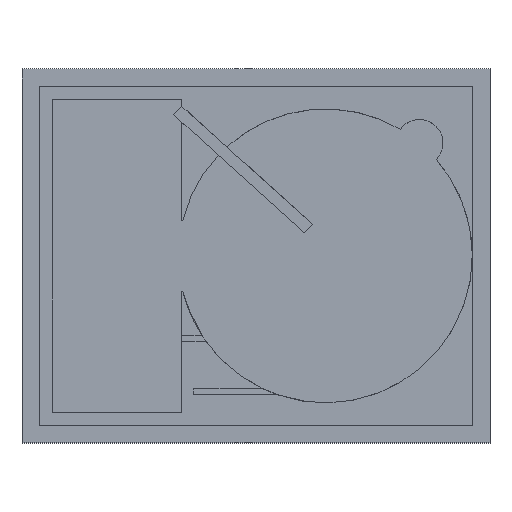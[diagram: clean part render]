
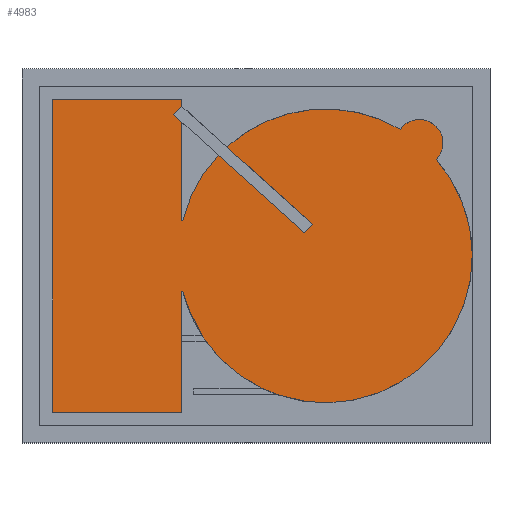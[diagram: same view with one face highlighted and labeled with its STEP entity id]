
A CAD part, top view. The second image highlights one B-rep face of the part: STEP entity #4983.
In plain terms, the highlighted planar face has unit normal (0, 0, 1).
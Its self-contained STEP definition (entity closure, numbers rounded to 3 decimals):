
#2204 = EDGE_CURVE('',#2205,#2207,#2209,.T.);
#2205 = VERTEX_POINT('',#2206);
#2206 = CARTESIAN_POINT('',(9.765,9.,3.2));
#2207 = VERTEX_POINT('',#2208);
#2208 = CARTESIAN_POINT('',(31.329,20.206,3.2));
#2209 = CIRCLE('',#2210,12.5);
#2210 = AXIS2_PLACEMENT_3D('',#2211,#2212,#2213);
#2211 = CARTESIAN_POINT('',(21.9,12.,3.2));
#2212 = DIRECTION('',(0.,0.,1.));
#2213 = DIRECTION('',(1.,0.,0.));
#2295 = EDGE_CURVE('',#2207,#2296,#2298,.T.);
#2296 = VERTEX_POINT('',#2297);
#2297 = CARTESIAN_POINT('',(28.266,22.758,3.2));
#2298 = CIRCLE('',#2299,2.);
#2299 = AXIS2_PLACEMENT_3D('',#2300,#2301,#2302);
#2300 = CARTESIAN_POINT('',(29.9,21.605,3.2));
#2301 = DIRECTION('',(0.,0.,1.));
#2302 = DIRECTION('',(1.,0.,0.));
#2320 = EDGE_CURVE('',#2296,#2321,#2323,.T.);
#2321 = VERTEX_POINT('',#2322);
#2322 = CARTESIAN_POINT('',(13.52,21.275,3.2));
#2323 = CIRCLE('',#2324,12.5);
#2324 = AXIS2_PLACEMENT_3D('',#2325,#2326,#2327);
#2325 = CARTESIAN_POINT('',(21.9,12.,3.2));
#2326 = DIRECTION('',(0.,0.,1.));
#2327 = DIRECTION('',(1.,0.,0.));
#2345 = EDGE_CURVE('',#2346,#2348,#2350,.T.);
#2346 = VERTEX_POINT('',#2347);
#2347 = CARTESIAN_POINT('',(9.669,24.743,3.2));
#2348 = VERTEX_POINT('',#2349);
#2349 = CARTESIAN_POINT('',(9.7,24.715,3.2));
#2350 = LINE('',#2351,#2352);
#2351 = CARTESIAN_POINT('',(13.151,21.608,3.2));
#2352 = VECTOR('',#2353,1.);
#2353 = DIRECTION('',(0.743,-0.669,0.));
#2372 = VERTEX_POINT('',#2373);
#2373 = CARTESIAN_POINT('',(20.816,14.706,3.2));
#2379 = EDGE_CURVE('',#2321,#2372,#2380,.T.);
#2380 = LINE('',#2381,#2382);
#2381 = CARTESIAN_POINT('',(13.151,21.608,3.2));
#2382 = VECTOR('',#2383,1.);
#2383 = DIRECTION('',(0.743,-0.669,0.));
#2401 = EDGE_CURVE('',#2348,#2402,#2404,.T.);
#2402 = VERTEX_POINT('',#2403);
#2403 = CARTESIAN_POINT('',(9.7,25.3,3.2));
#2404 = LINE('',#2405,#2406);
#2405 = CARTESIAN_POINT('',(9.7,15.,3.2));
#2406 = VECTOR('',#2407,1.);
#2407 = DIRECTION('',(0.,1.,0.));
#2425 = EDGE_CURVE('',#2402,#2426,#2428,.T.);
#2426 = VERTEX_POINT('',#2427);
#2427 = CARTESIAN_POINT('',(-1.3,25.3,3.2));
#2428 = LINE('',#2429,#2430);
#2429 = CARTESIAN_POINT('',(9.7,25.3,3.2));
#2430 = VECTOR('',#2431,1.);
#2431 = DIRECTION('',(-1.,0.,0.));
#2449 = EDGE_CURVE('',#2426,#2450,#2452,.T.);
#2450 = VERTEX_POINT('',#2451);
#2451 = CARTESIAN_POINT('',(-1.3,-1.3,3.2));
#2452 = LINE('',#2453,#2454);
#2453 = CARTESIAN_POINT('',(-1.3,25.3,3.2));
#2454 = VECTOR('',#2455,1.);
#2455 = DIRECTION('',(0.,-1.,0.));
#2473 = EDGE_CURVE('',#2450,#2474,#2476,.T.);
#2474 = VERTEX_POINT('',#2475);
#2475 = CARTESIAN_POINT('',(9.7,-1.3,3.2));
#2476 = LINE('',#2477,#2478);
#2477 = CARTESIAN_POINT('',(-1.3,-1.3,3.2));
#2478 = VECTOR('',#2479,1.);
#2479 = DIRECTION('',(1.,0.,0.));
#2497 = EDGE_CURVE('',#2474,#2498,#2500,.T.);
#2498 = VERTEX_POINT('',#2499);
#2499 = CARTESIAN_POINT('',(9.7,9.,3.2));
#2500 = LINE('',#2501,#2502);
#2501 = CARTESIAN_POINT('',(9.7,-1.3,3.2));
#2502 = VECTOR('',#2503,1.);
#2503 = DIRECTION('',(0.,1.,0.));
#4983 = ADVANCED_FACE('',(#4984),#5057,.T.);
#4984 = FACE_BOUND('',#4985,.T.);
#4985 = EDGE_LOOP('',(#4986,#4996,#5004,#5012,#5018,#5019,#5020,#5021,
    #5022,#5023,#5024,#5030,#5031,#5032,#5033,#5034,#5042,#5050));
#4986 = ORIENTED_EDGE('',*,*,#4987,.F.);
#4987 = EDGE_CURVE('',#4988,#4990,#4992,.T.);
#4988 = VERTEX_POINT('',#4989);
#4989 = CARTESIAN_POINT('',(9.7,15.,3.2));
#4990 = VERTEX_POINT('',#4991);
#4991 = CARTESIAN_POINT('',(9.765,15.,3.2));
#4992 = LINE('',#4993,#4994);
#4993 = CARTESIAN_POINT('',(9.7,15.,3.2));
#4994 = VECTOR('',#4995,1.);
#4995 = DIRECTION('',(1.,0.,0.));
#4996 = ORIENTED_EDGE('',*,*,#4997,.T.);
#4997 = EDGE_CURVE('',#4988,#4998,#5000,.T.);
#4998 = VERTEX_POINT('',#4999);
#4999 = CARTESIAN_POINT('',(9.7,23.37,3.2));
#5000 = LINE('',#5001,#5002);
#5001 = CARTESIAN_POINT('',(9.7,15.,3.2));
#5002 = VECTOR('',#5003,1.);
#5003 = DIRECTION('',(0.,1.,0.));
#5004 = ORIENTED_EDGE('',*,*,#5005,.T.);
#5005 = EDGE_CURVE('',#4998,#5006,#5008,.T.);
#5006 = VERTEX_POINT('',#5007);
#5007 = CARTESIAN_POINT('',(9.,24.,3.2));
#5008 = LINE('',#5009,#5010);
#5009 = CARTESIAN_POINT('',(18.056,15.846,3.2));
#5010 = VECTOR('',#5011,1.);
#5011 = DIRECTION('',(-0.743,0.669,0.));
#5012 = ORIENTED_EDGE('',*,*,#5013,.T.);
#5013 = EDGE_CURVE('',#5006,#2346,#5014,.T.);
#5014 = LINE('',#5015,#5016);
#5015 = CARTESIAN_POINT('',(1.018,15.135,3.2));
#5016 = VECTOR('',#5017,1.);
#5017 = DIRECTION('',(0.669,0.743,0.));
#5018 = ORIENTED_EDGE('',*,*,#2345,.T.);
#5019 = ORIENTED_EDGE('',*,*,#2401,.T.);
#5020 = ORIENTED_EDGE('',*,*,#2425,.T.);
#5021 = ORIENTED_EDGE('',*,*,#2449,.T.);
#5022 = ORIENTED_EDGE('',*,*,#2473,.T.);
#5023 = ORIENTED_EDGE('',*,*,#2497,.T.);
#5024 = ORIENTED_EDGE('',*,*,#5025,.T.);
#5025 = EDGE_CURVE('',#2498,#2205,#5026,.T.);
#5026 = LINE('',#5027,#5028);
#5027 = CARTESIAN_POINT('',(9.7,9.,3.2));
#5028 = VECTOR('',#5029,1.);
#5029 = DIRECTION('',(1.,0.,0.));
#5030 = ORIENTED_EDGE('',*,*,#2204,.T.);
#5031 = ORIENTED_EDGE('',*,*,#2295,.T.);
#5032 = ORIENTED_EDGE('',*,*,#2320,.T.);
#5033 = ORIENTED_EDGE('',*,*,#2379,.T.);
#5034 = ORIENTED_EDGE('',*,*,#5035,.T.);
#5035 = EDGE_CURVE('',#2372,#5036,#5038,.T.);
#5036 = VERTEX_POINT('',#5037);
#5037 = CARTESIAN_POINT('',(20.147,13.963,3.2));
#5038 = LINE('',#5039,#5040);
#5039 = CARTESIAN_POINT('',(12.5,5.47,3.2));
#5040 = VECTOR('',#5041,1.);
#5041 = DIRECTION('',(-0.669,-0.743,0.));
#5042 = ORIENTED_EDGE('',*,*,#5043,.T.);
#5043 = EDGE_CURVE('',#5036,#5044,#5046,.T.);
#5044 = VERTEX_POINT('',#5045);
#5045 = CARTESIAN_POINT('',(12.804,20.574,3.2));
#5046 = LINE('',#5047,#5048);
#5047 = CARTESIAN_POINT('',(18.056,15.846,3.2));
#5048 = VECTOR('',#5049,1.);
#5049 = DIRECTION('',(-0.743,0.669,0.));
#5050 = ORIENTED_EDGE('',*,*,#5051,.T.);
#5051 = EDGE_CURVE('',#5044,#4990,#5052,.T.);
#5052 = CIRCLE('',#5053,12.5);
#5053 = AXIS2_PLACEMENT_3D('',#5054,#5055,#5056);
#5054 = CARTESIAN_POINT('',(21.9,12.,3.2));
#5055 = DIRECTION('',(0.,0.,1.));
#5056 = DIRECTION('',(1.,0.,0.));
#5057 = PLANE('',#5058);
#5058 = AXIS2_PLACEMENT_3D('',#5059,#5060,#5061);
#5059 = CARTESIAN_POINT('',(0.,0.,3.2));
#5060 = DIRECTION('',(0.,0.,1.));
#5061 = DIRECTION('',(1.,0.,0.));
